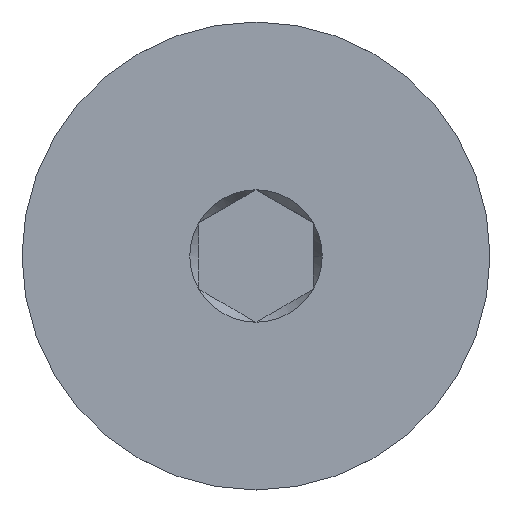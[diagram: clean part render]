
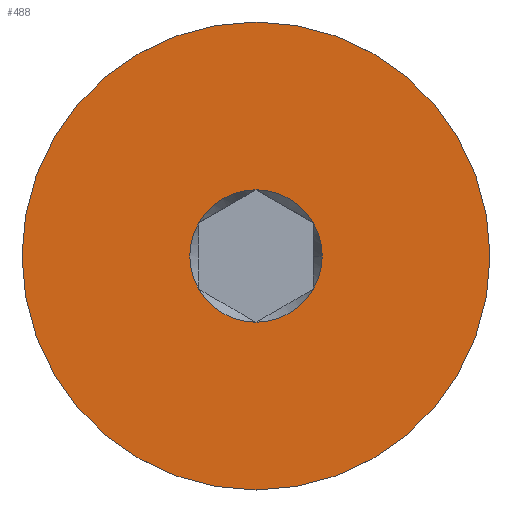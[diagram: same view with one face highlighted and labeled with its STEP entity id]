
A CAD part, top view. The second image highlights one B-rep face of the part: STEP entity #488.
In plain terms, the highlighted planar face has unit normal (0, 0, 1).
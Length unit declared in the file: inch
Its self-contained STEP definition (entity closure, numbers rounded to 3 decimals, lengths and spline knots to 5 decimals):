
#5 = DIRECTION ( 'NONE',  ( 0., 0., 1. ) ) ;
#22 = CARTESIAN_POINT ( 'NONE',  ( 0., 0., 0.3125 ) ) ;
#96 = AXIS2_PLACEMENT_3D ( 'NONE', #3902, #771, #2002 ) ;
#126 = AXIS2_PLACEMENT_3D ( 'NONE', #1777, #4449, #1717 ) ;
#131 = AXIS2_PLACEMENT_3D ( 'NONE', #669, #2241, #3391 ) ;
#156 = DIRECTION ( 'NONE',  ( 0., 0., 1. ) ) ;
#173 = AXIS2_PLACEMENT_3D ( 'NONE', #3405, #3800, #4102 ) ;
#206 = AXIS2_PLACEMENT_3D ( 'NONE', #2905, #156, #3248 ) ;
#288 = VERTEX_POINT ( 'NONE', #358 ) ;
#358 = CARTESIAN_POINT ( 'NONE',  ( 0., -0.03608, 0.3125 ) ) ;
#400 = AXIS2_PLACEMENT_3D ( 'NONE', #1206, #5, #414 ) ;
#414 = DIRECTION ( 'NONE',  ( 1., 0., 0. ) ) ;
#463 = DIRECTION ( 'NONE',  ( 0., 0., 1. ) ) ;
#488 = ADVANCED_FACE ( 'NONE', ( #3580, #4792 ), #4122, .T. ) ;
#632 = AXIS2_PLACEMENT_3D ( 'NONE', #4374, #2811, #1628 ) ;
#669 = CARTESIAN_POINT ( 'NONE',  ( 0., 0., 0.3125 ) ) ;
#741 = EDGE_CURVE ( 'NONE', #2562, #288, #1266, .T. ) ;
#771 = DIRECTION ( 'NONE',  ( 0., 0., 1. ) ) ;
#806 = DIRECTION ( 'NONE',  ( 1., 0., 0. ) ) ;
#848 = AXIS2_PLACEMENT_3D ( 'NONE', #22, #3962, #806 ) ;
#856 = CIRCLE ( 'NONE', #3214, 0.03608 ) ;
#935 = ORIENTED_EDGE ( 'NONE', *, *, #3977, .F. ) ;
#952 = ORIENTED_EDGE ( 'NONE', *, *, #1588, .F. ) ;
#1054 = EDGE_CURVE ( 'NONE', #1634, #4471, #4032, .T. ) ;
#1124 = CARTESIAN_POINT ( 'NONE',  ( 0.03125, -0.01804, 0.3125 ) ) ;
#1206 = CARTESIAN_POINT ( 'NONE',  ( 0., 0., 0.3125 ) ) ;
#1266 = CIRCLE ( 'NONE', #206, 0.03608 ) ;
#1316 = EDGE_CURVE ( 'NONE', #1709, #3097, #3541, .T. ) ;
#1588 = EDGE_CURVE ( 'NONE', #288, #1709, #2592, .T. ) ;
#1628 = DIRECTION ( 'NONE',  ( 1., 0., 0. ) ) ;
#1634 = VERTEX_POINT ( 'NONE', #3848 ) ;
#1709 = VERTEX_POINT ( 'NONE', #1124 ) ;
#1717 = DIRECTION ( 'NONE',  ( 1., 0., 0. ) ) ;
#1777 = CARTESIAN_POINT ( 'NONE',  ( 0., 0., 0.3125 ) ) ;
#1793 = DIRECTION ( 'NONE',  ( -1., 0., 0. ) ) ;
#1815 = CARTESIAN_POINT ( 'NONE',  ( 0., 0., 0.3125 ) ) ;
#1850 = VERTEX_POINT ( 'NONE', #4775 ) ;
#2002 = DIRECTION ( 'NONE',  ( 1., 0., 0. ) ) ;
#2024 = CARTESIAN_POINT ( 'NONE',  ( 0., 0., 0.3125 ) ) ;
#2241 = DIRECTION ( 'NONE',  ( 0., 0., -1. ) ) ;
#2251 = ORIENTED_EDGE ( 'NONE', *, *, #2328, .F. ) ;
#2288 = CIRCLE ( 'NONE', #848, 0.03608 ) ;
#2307 = CARTESIAN_POINT ( 'NONE',  ( 0.03608, 0., 0.3125 ) ) ;
#2328 = EDGE_CURVE ( 'NONE', #3113, #1850, #2288, .T. ) ;
#2332 = ORIENTED_EDGE ( 'NONE', *, *, #1054, .F. ) ;
#2340 = ORIENTED_EDGE ( 'NONE', *, *, #741, .F. ) ;
#2395 = CARTESIAN_POINT ( 'NONE',  ( 0., 0.03608, 0.3125 ) ) ;
#2562 = VERTEX_POINT ( 'NONE', #4781 ) ;
#2592 = CIRCLE ( 'NONE', #173, 0.03608 ) ;
#2811 = DIRECTION ( 'NONE',  ( 0., 0., 1. ) ) ;
#2905 = CARTESIAN_POINT ( 'NONE',  ( 0., 0., 0.3125 ) ) ;
#3003 = ORIENTED_EDGE ( 'NONE', *, *, #4813, .F. ) ;
#3016 = DIRECTION ( 'NONE',  ( 0., 0., -1. ) ) ;
#3043 = VERTEX_POINT ( 'NONE', #3877 ) ;
#3097 = VERTEX_POINT ( 'NONE', #2307 ) ;
#3107 = EDGE_CURVE ( 'NONE', #3097, #3043, #3625, .T. ) ;
#3113 = VERTEX_POINT ( 'NONE', #2395 ) ;
#3214 = AXIS2_PLACEMENT_3D ( 'NONE', #2024, #463, #4866 ) ;
#3248 = DIRECTION ( 'NONE',  ( 1., 0., 0. ) ) ;
#3391 = DIRECTION ( 'NONE',  ( -1., 0., 0. ) ) ;
#3405 = CARTESIAN_POINT ( 'NONE',  ( 0., 0., 0.3125 ) ) ;
#3502 = CIRCLE ( 'NONE', #131, 0.1275 ) ;
#3515 = AXIS2_PLACEMENT_3D ( 'NONE', #1815, #3016, #1793 ) ;
#3541 = CIRCLE ( 'NONE', #632, 0.03608 ) ;
#3554 = ORIENTED_EDGE ( 'NONE', *, *, #3107, .F. ) ;
#3580 = FACE_BOUND ( 'NONE', #4815, .T. ) ;
#3625 = CIRCLE ( 'NONE', #400, 0.03608 ) ;
#3800 = DIRECTION ( 'NONE',  ( 0., 0., 1. ) ) ;
#3848 = CARTESIAN_POINT ( 'NONE',  ( 0.1275, 0., 0.3125 ) ) ;
#3850 = ORIENTED_EDGE ( 'NONE', *, *, #1316, .F. ) ;
#3877 = CARTESIAN_POINT ( 'NONE',  ( 0.03125, 0.01804, 0.3125 ) ) ;
#3902 = CARTESIAN_POINT ( 'NONE',  ( 0., 0., 0.3125 ) ) ;
#3962 = DIRECTION ( 'NONE',  ( 0., 0., 1. ) ) ;
#3977 = EDGE_CURVE ( 'NONE', #1850, #2562, #856, .T. ) ;
#4032 = CIRCLE ( 'NONE', #3515, 0.1275 ) ;
#4102 = DIRECTION ( 'NONE',  ( 1., 0., 0. ) ) ;
#4122 = PLANE ( 'NONE',  #126 ) ;
#4342 = EDGE_CURVE ( 'NONE', #4471, #1634, #3502, .T. ) ;
#4374 = CARTESIAN_POINT ( 'NONE',  ( 0., 0., 0.3125 ) ) ;
#4397 = ORIENTED_EDGE ( 'NONE', *, *, #4342, .F. ) ;
#4449 = DIRECTION ( 'NONE',  ( 0., 0., 1. ) ) ;
#4471 = VERTEX_POINT ( 'NONE', #5017 ) ;
#4618 = EDGE_LOOP ( 'NONE', ( #4397, #2332 ) ) ;
#4775 = CARTESIAN_POINT ( 'NONE',  ( -0.03125, 0.01804, 0.3125 ) ) ;
#4781 = CARTESIAN_POINT ( 'NONE',  ( -0.03125, -0.01804, 0.3125 ) ) ;
#4789 = CIRCLE ( 'NONE', #96, 0.03608 ) ;
#4792 = FACE_OUTER_BOUND ( 'NONE', #4618, .T. ) ;
#4813 = EDGE_CURVE ( 'NONE', #3043, #3113, #4789, .T. ) ;
#4815 = EDGE_LOOP ( 'NONE', ( #3003, #3554, #3850, #952, #2340, #935, #2251 ) ) ;
#4866 = DIRECTION ( 'NONE',  ( 1., 0., 0. ) ) ;
#5017 = CARTESIAN_POINT ( 'NONE',  ( -0.1275, 0., 0.3125 ) ) ;
